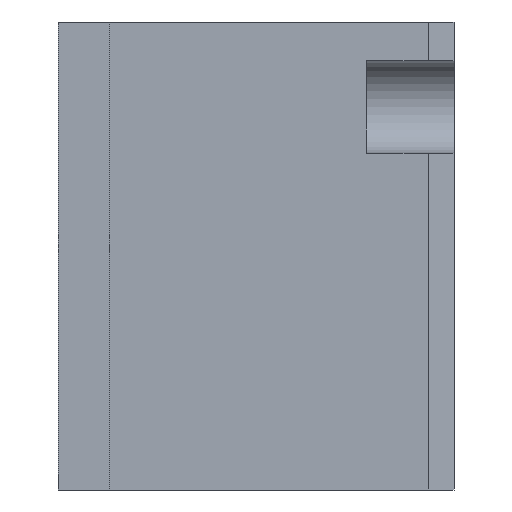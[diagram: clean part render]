
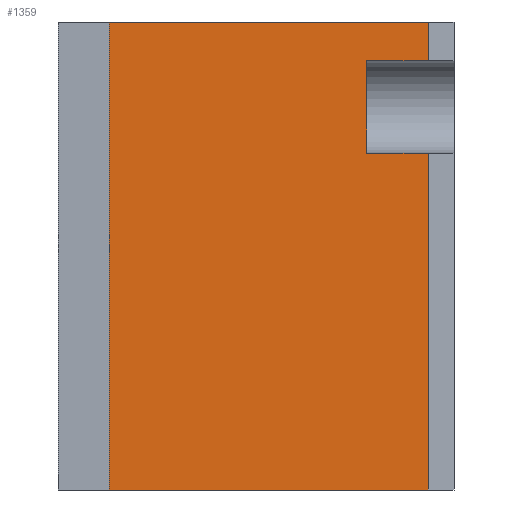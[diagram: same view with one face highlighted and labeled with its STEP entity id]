
A CAD part, left-side view. The second image highlights one B-rep face of the part: STEP entity #1359.
In plain terms, the highlighted planar face has unit normal (-1, 0, 0).
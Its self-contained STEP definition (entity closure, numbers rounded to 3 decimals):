
#86=PLANE('',#1547);
#152=FACE_OUTER_BOUND('',#243,.T.);
#243=EDGE_LOOP('',(#1134,#1135,#1136,#1137,#1138,#1139,#1140,#1141));
#290=LINE('',#2188,#416);
#314=LINE('',#2259,#440);
#317=LINE('',#2271,#443);
#320=LINE('',#2275,#446);
#333=LINE('',#2304,#459);
#344=LINE('',#2334,#470);
#348=LINE('',#2339,#474);
#351=LINE('',#2345,#477);
#416=VECTOR('',#1705,10.);
#440=VECTOR('',#1773,10.);
#443=VECTOR('',#1784,10.);
#446=VECTOR('',#1789,10.);
#459=VECTOR('',#1812,10.);
#470=VECTOR('',#1847,10.);
#474=VECTOR('',#1853,10.);
#477=VECTOR('',#1862,10.);
#616=VERTEX_POINT('',#2185);
#617=VERTEX_POINT('',#2187);
#639=VERTEX_POINT('',#2251);
#642=VERTEX_POINT('',#2257);
#645=VERTEX_POINT('',#2267);
#647=VERTEX_POINT('',#2270);
#658=VERTEX_POINT('',#2303);
#665=VERTEX_POINT('',#2333);
#755=EDGE_CURVE('',#617,#616,#290,.T.);
#789=EDGE_CURVE('',#639,#642,#314,.T.);
#794=EDGE_CURVE('',#647,#645,#317,.T.);
#797=EDGE_CURVE('',#642,#647,#320,.T.);
#811=EDGE_CURVE('',#639,#658,#333,.T.);
#825=EDGE_CURVE('',#665,#617,#344,.T.);
#829=EDGE_CURVE('',#665,#645,#348,.T.);
#832=EDGE_CURVE('',#616,#658,#351,.T.);
#1134=ORIENTED_EDGE('',*,*,#755,.T.);
#1135=ORIENTED_EDGE('',*,*,#832,.T.);
#1136=ORIENTED_EDGE('',*,*,#811,.F.);
#1137=ORIENTED_EDGE('',*,*,#789,.T.);
#1138=ORIENTED_EDGE('',*,*,#797,.T.);
#1139=ORIENTED_EDGE('',*,*,#794,.T.);
#1140=ORIENTED_EDGE('',*,*,#829,.F.);
#1141=ORIENTED_EDGE('',*,*,#825,.T.);
#1359=ADVANCED_FACE('',(#152),#86,.T.);
#1547=AXIS2_PLACEMENT_3D('',#2347,#1864,#1865);
#1705=DIRECTION('',(0.,0.,-1.));
#1773=DIRECTION('',(0.,1.,0.));
#1784=DIRECTION('',(0.,-1.,0.));
#1789=DIRECTION('',(0.,0.,1.));
#1812=DIRECTION('',(0.,0.,-1.));
#1847=DIRECTION('',(0.,1.,0.));
#1853=DIRECTION('',(0.,0.,-1.));
#1862=DIRECTION('',(0.,-1.,0.));
#1864=DIRECTION('center_axis',(-1.,0.,0.));
#1865=DIRECTION('ref_axis',(0.,0.,1.));
#2185=CARTESIAN_POINT('',(-53.5,28.5,-45.5));
#2187=CARTESIAN_POINT('',(-53.5,28.5,45.5));
#2188=CARTESIAN_POINT('',(-53.5,28.5,22.75));
#2251=CARTESIAN_POINT('',(-53.5,-33.5,20.));
#2257=CARTESIAN_POINT('',(-53.5,-21.5,20.));
#2259=CARTESIAN_POINT('',(-53.5,-38.5,20.));
#2267=CARTESIAN_POINT('',(-53.5,-33.5,38.));
#2270=CARTESIAN_POINT('',(-53.5,-21.5,38.));
#2271=CARTESIAN_POINT('',(-53.5,-38.5,38.));
#2275=CARTESIAN_POINT('',(-53.5,-21.5,14.5));
#2303=CARTESIAN_POINT('',(-53.5,-33.5,-45.5));
#2304=CARTESIAN_POINT('',(-53.5,-33.5,0.));
#2333=CARTESIAN_POINT('',(-53.5,-33.5,45.5));
#2334=CARTESIAN_POINT('',(-53.5,-38.5,45.5));
#2339=CARTESIAN_POINT('',(-53.5,-33.5,0.));
#2345=CARTESIAN_POINT('',(-53.5,-38.5,-45.5));
#2347=CARTESIAN_POINT('Origin',(-53.5,-38.5,0.));
